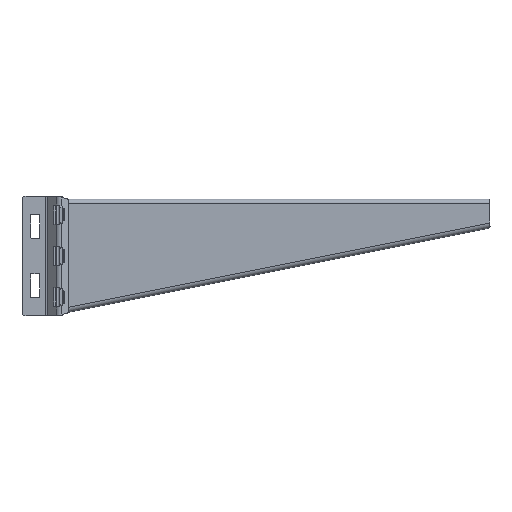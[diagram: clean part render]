
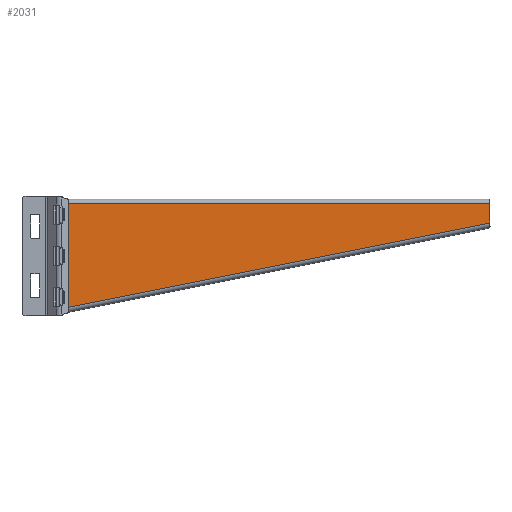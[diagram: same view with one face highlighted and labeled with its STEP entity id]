
A CAD part, top view. The second image highlights one B-rep face of the part: STEP entity #2031.
In plain terms, the highlighted planar face has unit normal (0, 0, 1).
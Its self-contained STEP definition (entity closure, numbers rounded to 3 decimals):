
#790=DIRECTION('',(0.981,0.196,0.));
#791=VECTOR('',#790,729.159);
#792=CARTESIAN_POINT('',(0.,34.63,4.));
#793=LINE('',#792,#791);
#794=DIRECTION('',(0.,-1.,0.));
#795=VECTOR('',#794,174.88);
#796=CARTESIAN_POINT('',(0.,209.51,4.));
#797=LINE('',#796,#795);
#798=DIRECTION('',(1.,0.,0.));
#799=VECTOR('',#798,715.);
#800=CARTESIAN_POINT('',(0.,209.51,4.));
#801=LINE('',#800,#799);
#802=DIRECTION('',(0.,1.,0.));
#803=VECTOR('',#802,31.882);
#804=CARTESIAN_POINT('',(715.,177.628,4.));
#805=LINE('',#804,#803);
#1463=CARTESIAN_POINT('',(0.,209.51,4.));
#1464=VERTEX_POINT('',#1463);
#1469=CARTESIAN_POINT('',(715.,209.51,4.));
#1470=VERTEX_POINT('',#1469);
#1479=CARTESIAN_POINT('',(715.,177.628,4.));
#1480=VERTEX_POINT('',#1479);
#1481=CARTESIAN_POINT('',(0.,34.63,4.));
#1482=VERTEX_POINT('',#1481);
#2018=CARTESIAN_POINT('',(0.,0.,4.));
#2019=DIRECTION('',(0.,0.,1.));
#2020=DIRECTION('',(1.,0.,0.));
#2021=AXIS2_PLACEMENT_3D('',#2018,#2019,#2020);
#2022=PLANE('',#2021);
#2024=ORIENTED_EDGE('',*,*,#2023,.F.);
#2025=ORIENTED_EDGE('',*,*,#2013,.F.);
#2026=ORIENTED_EDGE('',*,*,#1539,.T.);
#2028=ORIENTED_EDGE('',*,*,#2027,.F.);
#2029=EDGE_LOOP('',(#2024,#2025,#2026,#2028));
#2030=FACE_OUTER_BOUND('',#2029,.F.);
#2031=ADVANCED_FACE('',(#2030),#2022,.T.);
#1539=EDGE_CURVE('',#1464,#1470,#801,.T.);
#2013=EDGE_CURVE('',#1464,#1482,#797,.T.);
#2023=EDGE_CURVE('',#1482,#1480,#793,.T.);
#2027=EDGE_CURVE('',#1480,#1470,#805,.T.);
